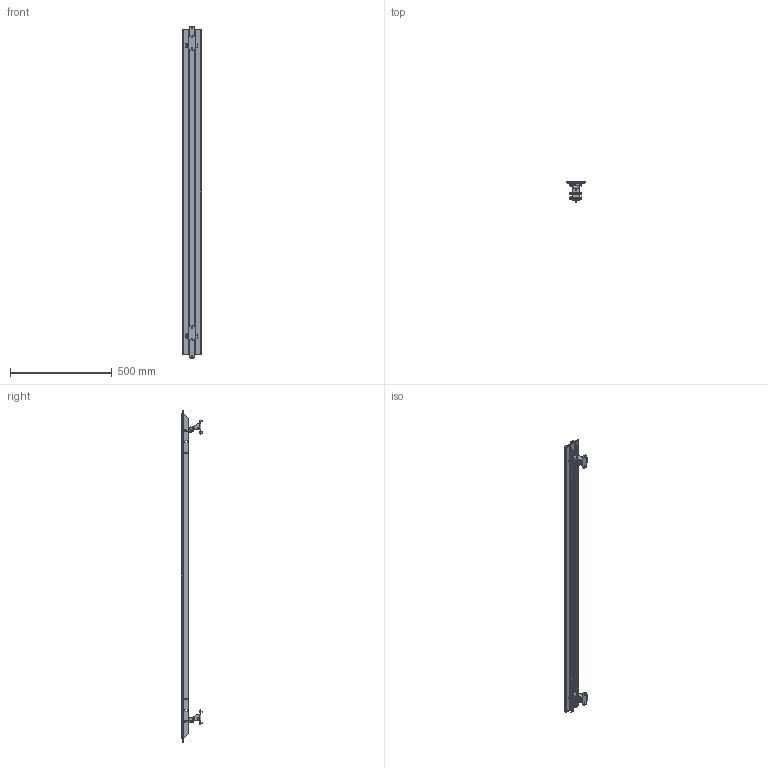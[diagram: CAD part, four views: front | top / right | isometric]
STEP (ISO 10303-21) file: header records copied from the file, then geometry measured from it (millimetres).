
FILE_DESCRIPTION(/* description */ (''),/* implementation_level */ '2;1');
FILE_NAME(/* name */ 'AO000240.stp',/* time_stamp */ '2016-09-28T13:18:32+02:00',/* author */ ('mitarbeiter'),/* organization */ (''),/* preprocessor_version */ 'ST-DEVELOPER v15.2',/* originating_system */ 'Autodesk Inventor 2014',/* authorisation */ '');
FILE_SCHEMA (('AUTOMOTIVE_DESIGN { 1 0 10303 214 3 1 1 }'));
Length unit declared in the file: millimetre
Products named in the file (1): AO000240
Bounding box: 89 x 105.2 x 1630 mm (x, y, z)
Volume: 668221.5 mm3; surface area: 854150.4 mm2
Topology: 1 solids, 677 shells, 690 faces, 2856 edges, 2730 vertices
Faces by surface type: plane 402, cylinder 140, cone 132, sphere 8, torus 4, bspline 4
Full cylindrical faces by diameter (mm): 4.133 x2, 4.917 x6, 5 x4, 5.3 x2, 5.5 x4, 6 x16, 6.4 x10, 6.6 x10, 8 x4, 8.5 x4, 10 x8, 11 x10
Entity records: 35352 total; most frequent: CARTESIAN_POINT 12195, DIRECTION 4140, ORIENTED_EDGE 2758, EDGE_CURVE 2726, VERTEX_POINT 2708, LINE 1522, VECTOR 1522, AXIS2_PLACEMENT_3D 1309
